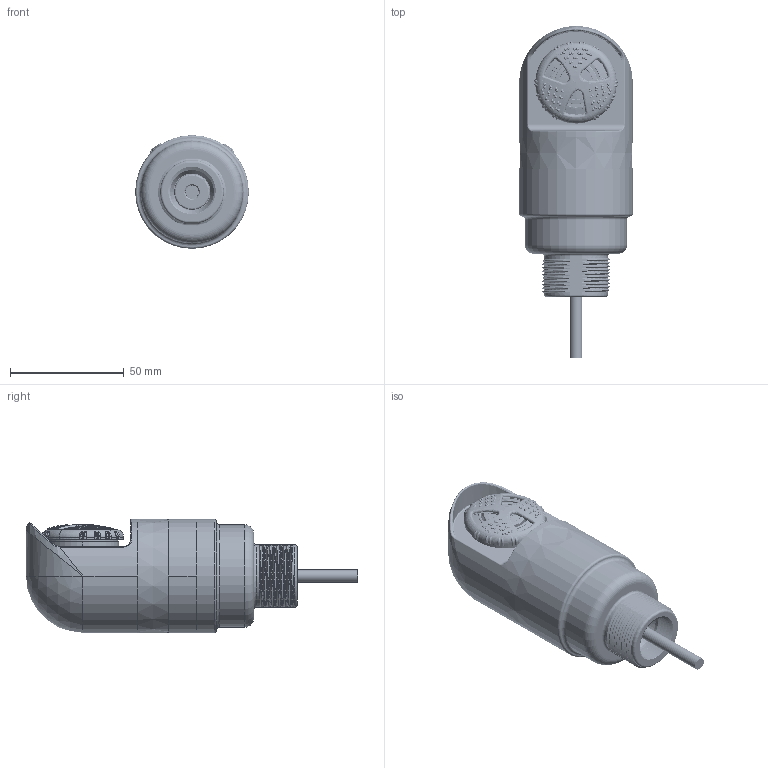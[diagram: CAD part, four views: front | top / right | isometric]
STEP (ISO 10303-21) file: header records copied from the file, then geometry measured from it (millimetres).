
FILE_DESCRIPTION((''),'2;1');
FILE_NAME('160278_ASM','2014-06-26T',('pdmadmin'),(''),'PRO/ENGINEER BY PARAMETRIC TECHNOLOGY CORPORATION, 2013230','PRO/ENGINEER BY PARAMETRIC TECHNOLOGY CORPORATION, 2013230','');
FILE_SCHEMA(('CONFIG_CONTROL_DESIGN'));
Products named in the file (15): 140410; 158231_WEB; 158948; 153229; 62676; 62677; CABLE_215; 153843_MAIN_BODY; 153843_M100PIEZO; 153843_WIRES; 153843_GASKET; 153843_NUT; 153843_VOLUME_ADJUST; 153843_ASM; 160278_ASM
Assembly tree (15 placements, depth 3):
  160278_ASM
    140410
    158231_WEB
    158948
    153229
    62676
    62677
    CABLE_215
    153843_ASM
      153843_MAIN_BODY
      153843_M100PIEZO
      153843_WIRES
      153843_GASKET
      153843_NUT
      153843_VOLUME_ADJUST
    153843_VOLUME_ADJUST
Bounding box: 50 x 146 x 50 mm (x, y, z)
Volume: 72131.2 mm3; surface area: 81800.6 mm2
Topology: 13 solids, 95 shells, 2978 faces, 8311 edges, 5368 vertices
Faces by surface type: bspline 821, cylinder 747, plane 741, torus 326, cone 244, sphere 48, extrusion 45, revolution 6
Entity records: 220815 total; most frequent: CARTESIAN_POINT 165061, ORIENTED_EDGE 12572, DIRECTION 9873, EDGE_CURVE 6527, VERTEX_POINT 4224, AXIS2_PLACEMENT_3D 3739, EDGE_LOOP 2475, VECTOR 2392
